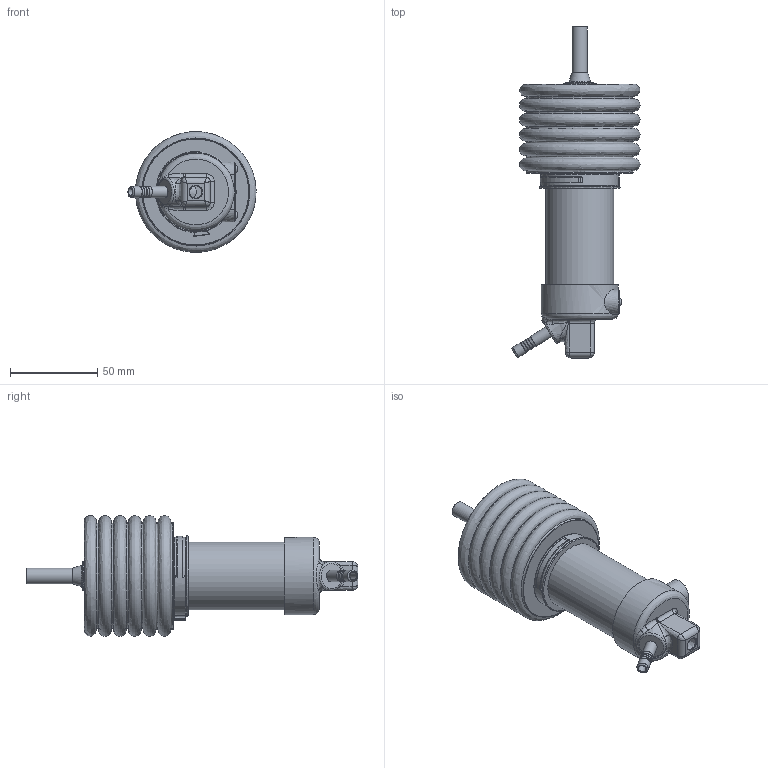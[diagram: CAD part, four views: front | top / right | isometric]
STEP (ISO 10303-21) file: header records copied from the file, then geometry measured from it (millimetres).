
FILE_DESCRIPTION(('FreeCAD Model'),'2;1');
FILE_NAME('Open CASCADE Shape Model','2025-05-04T05:02:51',('FreeCAD'),( 'FreeCAD'),'Open CASCADE STEP processor 7.6','FreeCAD','Unknown');
FILE_SCHEMA(('AUTOMOTIVE_DESIGN { 1 0 10303 214 1 1 1 1 }'));
Length unit declared in the file: millimetre
Products named in the file (1): Open CASCADE STEP translator 7.6 1
Bounding box: 73.44 x 190.37 x 69.17 mm (x, y, z)
Volume: 283719.1 mm3; surface area: 40597 mm2
Topology: 2 solids, 3 shells, 623 faces, 1566 edges, 1011 vertices
Faces by surface type: bspline 623
Entity records: 20516 total; most frequent: CARTESIAN_POINT 11049, ORIENTED_EDGE 3124, EDGE_CURVE 1562, B_SPLINE_CURVE_WITH_KNOTS 1259, VERTEX_POINT 1011, FACE_BOUND 691, EDGE_LOOP 691, ADVANCED_FACE 623
